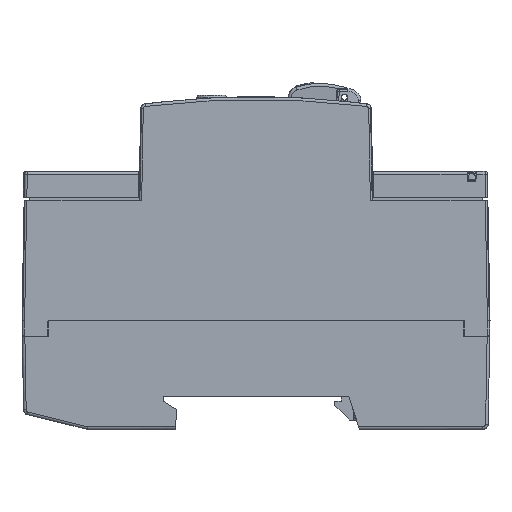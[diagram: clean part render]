
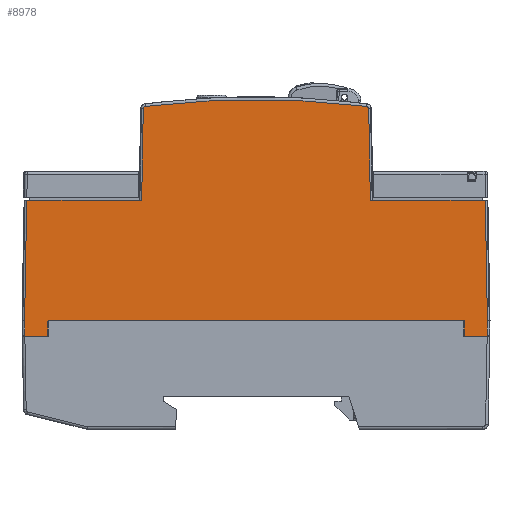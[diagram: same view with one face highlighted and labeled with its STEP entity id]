
A CAD part, left-side view. The second image highlights one B-rep face of the part: STEP entity #8978.
In plain terms, the highlighted planar face has unit normal (-1, 0, 0.009).
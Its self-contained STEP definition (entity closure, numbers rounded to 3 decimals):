
#3545=CARTESIAN_POINT('',(-35.75,-44.5,0.004));
#3546=VERTEX_POINT('',#3545);
#3554=CARTESIAN_POINT('',(-35.776,-44.447,-3.));
#3555=VERTEX_POINT('',#3554);
#3556=CARTESIAN_POINT('',(-35.75,-44.5,0.004));
#3557=DIRECTION('',(-0.009,0.017,-1.));
#3558=VECTOR('',#3557,3.005);
#3559=LINE('',#3556,#3558);
#3560=EDGE_CURVE('',#3546,#3555,#3559,.T.);
#4934=CARTESIAN_POINT('',(-35.395,-21.68,40.728));
#4935=VERTEX_POINT('',#4934);
#4944=CARTESIAN_POINT('',(-35.548,-21.986,23.2));
#4945=VERTEX_POINT('',#4944);
#4946=CARTESIAN_POINT('',(-35.395,-21.68,40.728));
#4947=DIRECTION('',(-0.009,-0.017,-1.));
#4948=VECTOR('',#4947,17.531);
#4949=LINE('',#4946,#4948);
#4950=EDGE_CURVE('',#4935,#4945,#4949,.T.);
#8580=CARTESIAN_POINT('',(-35.548,21.986,23.2));
#8581=VERTEX_POINT('',#8580);
#8589=CARTESIAN_POINT('',(-35.395,21.68,40.728));
#8590=VERTEX_POINT('',#8589);
#8591=CARTESIAN_POINT('',(-35.548,21.986,23.2));
#8592=DIRECTION('',(0.009,-0.017,1.));
#8593=VECTOR('',#8592,17.531);
#8594=LINE('',#8591,#8593);
#8595=EDGE_CURVE('',#8581,#8590,#8594,.T.);
#8835=CARTESIAN_POINT('',(-35.589,0.,18.397));
#8836=DIRECTION('',(1.,0.,-0.009));
#8837=DIRECTION('',(-0.009,0.0,-1.));
#8838=AXIS2_PLACEMENT_3D('',#8835,#8836,#8837);
#8839=PLANE('',#8838);
#8840=ORIENTED_EDGE('',*,*,#4950,.F.);
#8841=CARTESIAN_POINT('',(-35.39,-21.244,41.215));
#8842=VERTEX_POINT('',#8841);
#8843=CARTESIAN_POINT('',(-35.395,-21.18,40.719));
#8844=DIRECTION('',(1.,0.,-0.009));
#8845=DIRECTION('',(0.009,0.,1.));
#8846=AXIS2_PLACEMENT_3D('',#8843,#8844,#8845);
#8847=ELLIPSE('',#8846,0.5,0.5);
#8848=EDGE_CURVE('',#8842,#4935,#8847,.T.);
#8849=ORIENTED_EDGE('',*,*,#8848,.F.);
#8850=CARTESIAN_POINT('',(-35.39,21.244,41.215));
#8851=VERTEX_POINT('',#8850);
#8852=CARTESIAN_POINT('',(-36.823,0.,-122.916));
#8853=DIRECTION('',(1.,0.,-0.009));
#8854=DIRECTION('',(0.009,0.,1.));
#8855=AXIS2_PLACEMENT_3D('',#8852,#8853,#8854);
#8856=ELLIPSE('',#8855,165.506,165.5);
#8857=EDGE_CURVE('',#8851,#8842,#8856,.T.);
#8858=ORIENTED_EDGE('',*,*,#8857,.F.);
#8859=CARTESIAN_POINT('',(-35.395,21.18,40.719));
#8860=DIRECTION('',(1.,0.,-0.009));
#8861=DIRECTION('',(0.009,0.,1.));
#8862=AXIS2_PLACEMENT_3D('',#8859,#8860,#8861);
#8863=ELLIPSE('',#8862,0.5,0.5);
#8864=EDGE_CURVE('',#8590,#8851,#8863,.T.);
#8865=ORIENTED_EDGE('',*,*,#8864,.F.);
#8866=ORIENTED_EDGE('',*,*,#8595,.F.);
#8867=CARTESIAN_POINT('',(-35.548,44.095,23.2));
#8868=VERTEX_POINT('',#8867);
#8869=CARTESIAN_POINT('',(-35.548,44.095,23.2));
#8870=DIRECTION('',(0.0,-1.0,0.0));
#8871=VECTOR('',#8870,22.109);
#8872=LINE('',#8869,#8871);
#8873=EDGE_CURVE('',#8581,#8868,#8872,.F.);
#8874=ORIENTED_EDGE('',*,*,#8873,.T.);
#8875=CARTESIAN_POINT('',(-35.75,44.5,0.004));
#8876=VERTEX_POINT('',#8875);
#8877=CARTESIAN_POINT('',(-35.75,44.5,0.004));
#8878=DIRECTION('',(0.009,-0.017,1.));
#8879=VECTOR('',#8878,23.2);
#8880=LINE('',#8877,#8879);
#8881=EDGE_CURVE('',#8876,#8868,#8880,.T.);
#8882=ORIENTED_EDGE('',*,*,#8881,.F.);
#8883=CARTESIAN_POINT('',(-35.776,44.447,-3.));
#8884=VERTEX_POINT('',#8883);
#8885=CARTESIAN_POINT('',(-35.776,44.447,-3.));
#8886=DIRECTION('',(0.009,0.017,1.));
#8887=VECTOR('',#8886,3.005);
#8888=LINE('',#8885,#8887);
#8889=EDGE_CURVE('',#8884,#8876,#8888,.T.);
#8890=ORIENTED_EDGE('',*,*,#8889,.F.);
#8891=CARTESIAN_POINT('',(-35.776,40.126,-3.));
#8892=VERTEX_POINT('',#8891);
#8893=CARTESIAN_POINT('',(-35.776,40.126,-3.));
#8894=DIRECTION('',(0.0,1.0,0.0));
#8895=VECTOR('',#8894,4.321);
#8896=LINE('',#8893,#8895);
#8897=EDGE_CURVE('',#8892,#8884,#8896,.T.);
#8898=ORIENTED_EDGE('',*,*,#8897,.F.);
#8899=CARTESIAN_POINT('',(-35.774,40.124,-2.8));
#8900=VERTEX_POINT('',#8899);
#8901=CARTESIAN_POINT('',(-35.776,40.126,-3.));
#8902=DIRECTION('',(0.009,-0.009,1.));
#8903=VECTOR('',#8902,0.2);
#8904=LINE('',#8901,#8903);
#8905=EDGE_CURVE('',#8892,#8900,#8904,.T.);
#8906=ORIENTED_EDGE('',*,*,#8905,.T.);
#8907=CARTESIAN_POINT('',(-35.774,40.024,-2.8));
#8908=VERTEX_POINT('',#8907);
#8909=CARTESIAN_POINT('',(-35.774,40.124,-2.8));
#8910=DIRECTION('',(0.,-1.,0.));
#8911=VECTOR('',#8910,0.1);
#8912=LINE('',#8909,#8911);
#8913=EDGE_CURVE('',#8900,#8908,#8912,.T.);
#8914=ORIENTED_EDGE('',*,*,#8913,.T.);
#8915=CARTESIAN_POINT('',(-35.75,40.0,0.0));
#8916=VERTEX_POINT('',#8915);
#8917=CARTESIAN_POINT('',(-35.774,40.024,-2.8));
#8918=DIRECTION('',(0.009,-0.009,1.));
#8919=VECTOR('',#8918,2.8);
#8920=LINE('',#8917,#8919);
#8921=EDGE_CURVE('',#8908,#8916,#8920,.T.);
#8922=ORIENTED_EDGE('',*,*,#8921,.T.);
#8923=CARTESIAN_POINT('',(-35.75,-40.0,0.));
#8924=VERTEX_POINT('',#8923);
#8925=CARTESIAN_POINT('',(-35.75,40.0,0.0));
#8926=DIRECTION('',(0.0,-1.0,0.0));
#8927=VECTOR('',#8926,80.0);
#8928=LINE('',#8925,#8927);
#8929=EDGE_CURVE('',#8924,#8916,#8928,.F.);
#8930=ORIENTED_EDGE('',*,*,#8929,.F.);
#8931=CARTESIAN_POINT('',(-35.774,-40.024,-2.8));
#8932=VERTEX_POINT('',#8931);
#8933=CARTESIAN_POINT('',(-35.774,-40.024,-2.8));
#8934=DIRECTION('',(0.009,0.009,1.));
#8935=VECTOR('',#8934,2.8);
#8936=LINE('',#8933,#8935);
#8937=EDGE_CURVE('',#8924,#8932,#8936,.F.);
#8938=ORIENTED_EDGE('',*,*,#8937,.T.);
#8939=CARTESIAN_POINT('',(-35.774,-40.124,-2.8));
#8940=VERTEX_POINT('',#8939);
#8941=CARTESIAN_POINT('',(-35.774,-40.024,-2.8));
#8942=DIRECTION('',(0.0,-1.0,0.0));
#8943=VECTOR('',#8942,0.1);
#8944=LINE('',#8941,#8943);
#8945=EDGE_CURVE('',#8932,#8940,#8944,.T.);
#8946=ORIENTED_EDGE('',*,*,#8945,.T.);
#8947=CARTESIAN_POINT('',(-35.776,-40.126,-3.));
#8948=VERTEX_POINT('',#8947);
#8949=CARTESIAN_POINT('',(-35.774,-40.124,-2.8));
#8950=DIRECTION('',(-0.009,-0.009,-1.));
#8951=VECTOR('',#8950,0.2);
#8952=LINE('',#8949,#8951);
#8953=EDGE_CURVE('',#8948,#8940,#8952,.F.);
#8954=ORIENTED_EDGE('',*,*,#8953,.F.);
#8955=CARTESIAN_POINT('',(-35.776,-44.447,-3.));
#8956=DIRECTION('',(0.0,1.0,0.0));
#8957=VECTOR('',#8956,4.321);
#8958=LINE('',#8955,#8957);
#8959=EDGE_CURVE('',#8948,#3555,#8958,.F.);
#8960=ORIENTED_EDGE('',*,*,#8959,.T.);
#8961=ORIENTED_EDGE('',*,*,#3560,.F.);
#8962=CARTESIAN_POINT('',(-35.548,-44.095,23.2));
#8963=VERTEX_POINT('',#8962);
#8964=CARTESIAN_POINT('',(-35.548,-44.095,23.2));
#8965=DIRECTION('',(-0.009,-0.017,-1.));
#8966=VECTOR('',#8965,23.2);
#8967=LINE('',#8964,#8966);
#8968=EDGE_CURVE('',#8963,#3546,#8967,.T.);
#8969=ORIENTED_EDGE('',*,*,#8968,.F.);
#8970=CARTESIAN_POINT('',(-35.548,-44.095,23.2));
#8971=DIRECTION('',(0.0,1.0,0.0));
#8972=VECTOR('',#8971,22.109);
#8973=LINE('',#8970,#8972);
#8974=EDGE_CURVE('',#4945,#8963,#8973,.F.);
#8975=ORIENTED_EDGE('',*,*,#8974,.F.);
#8976=EDGE_LOOP('',(#8840,#8849,#8858,#8865,#8866,#8874,#8882,#8890,#8898,#8906,#8914,#8922,#8930,#8938,#8946,#8954,#8960,#8961,#8969,#8975));
#8977=FACE_OUTER_BOUND('',#8976,.T.);
#8978=ADVANCED_FACE('',(#8977),#8839,.F.);
